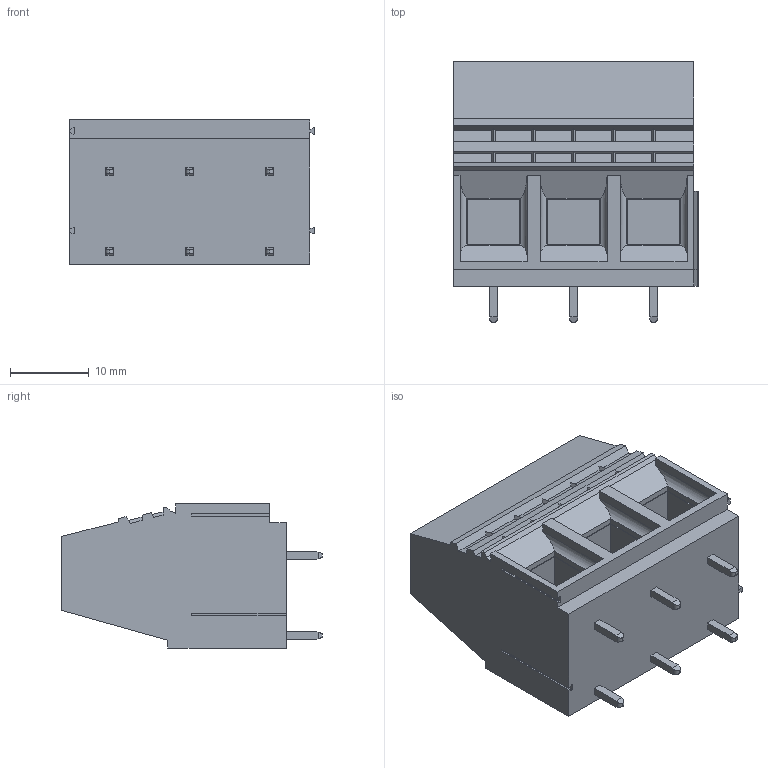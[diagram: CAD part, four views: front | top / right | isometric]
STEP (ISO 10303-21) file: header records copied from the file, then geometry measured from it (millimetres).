
FILE_DESCRIPTION (( 'STEP AP214' ), '1' );
FILE_NAME ('VP036584000AG.STEP', '2022-03-24T20:27:04', ( '' ), ( '' ), 'SwSTEP 2.0', 'SolidWorks 2017', '' );
FILE_SCHEMA (( 'AUTOMOTIVE_DESIGN' ));
Length unit declared in the file: millimetre
Products named in the file (1): VP036584000AG
Bounding box: 31.08 x 33.1 x 18.3 mm (x, y, z)
Volume: 11307.5 mm3; surface area: 7135.3 mm2
Topology: 13 solids, 13 shells, 270 faces, 684 edges, 449 vertices
Faces by surface type: plane 211, cylinder 50, torus 9
Entity records: 8198 total; most frequent: CARTESIAN_POINT 1572, ORIENTED_EDGE 1368, DIRECTION 1266, EDGE_CURVE 684, VECTOR 548, LINE 548, VERTEX_POINT 449, AXIS2_PLACEMENT_3D 359
